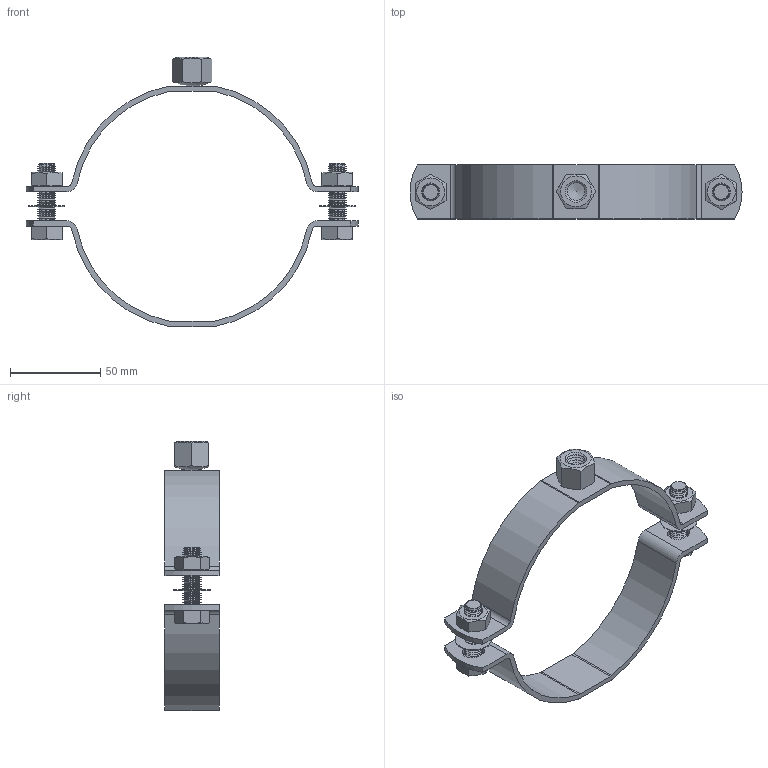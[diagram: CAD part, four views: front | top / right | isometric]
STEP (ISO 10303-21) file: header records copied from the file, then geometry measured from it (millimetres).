
FILE_DESCRIPTION(/* description */ (''),/* implementation_level */ '2;1');
FILE_NAME(/* name */ '125038.stp',/* time_stamp */ '2014-02-24T16:04:41+01:00',/* author */ ('DMK009'),/* organization */ (''),/* preprocessor_version */ 'ST-DEVELOPER v15.2',/* originating_system */ 'Autodesk Inventor 2014',/* authorisation */ '');
FILE_SCHEMA (('AUTOMOTIVE_DESIGN { 1 0 10303 214 3 1 1 }'));
Length unit declared in the file: millimetre
Products named in the file (10): Bauteil17; Bauteil18; Bauteil19; Bauteil20; Bauteil21; Bauteil22; Bauteil23; Bauteil24; Bauteil25; 125038
Bounding box: 184.4 x 30 x 149.5 mm (x, y, z)
Volume: 55831.2 mm3; surface area: 41734.3 mm2
Topology: 9 solids, 9 shells, 247 faces, 553 edges, 327 vertices
Faces by surface type: cone 134, plane 67, cylinder 45, sphere 1
Full cylindrical faces by diameter (mm): 8.16 x2, 9.5 x2, 10 x2, 12 x1, 12.5 x2, 16.5 x2, 20 x2
Entity records: 6118 total; most frequent: DIRECTION 1112, CARTESIAN_POINT 1058, ORIENTED_EDGE 786, AXIS2_PLACEMENT_3D 495, EDGE_LOOP 414, EDGE_CURVE 393, VERTEX_POINT 315, ADVANCED_FACE 247
